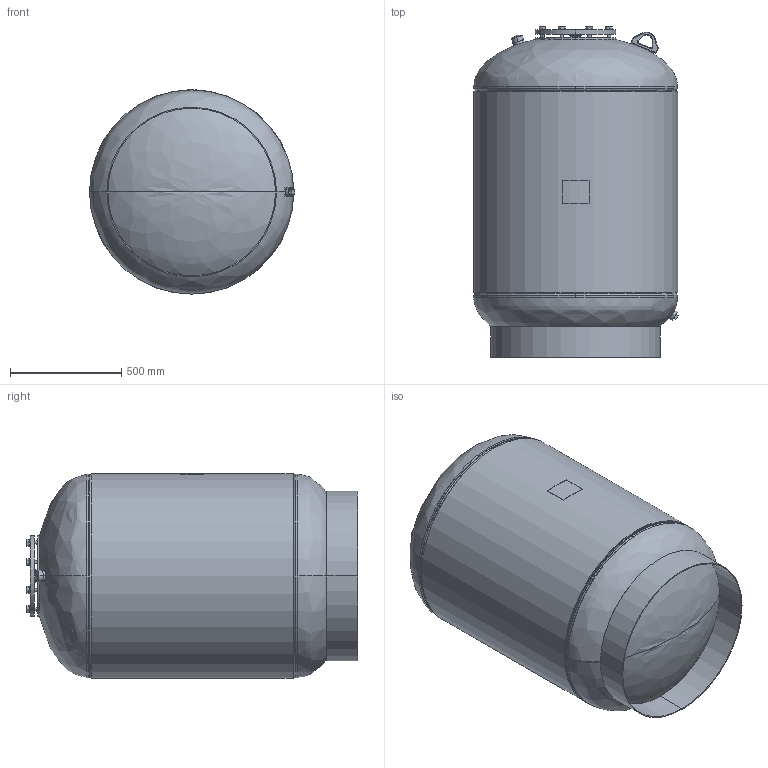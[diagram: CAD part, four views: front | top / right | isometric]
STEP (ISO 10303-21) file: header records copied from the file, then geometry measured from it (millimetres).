
FILE_DESCRIPTION (( 'STEP AP203' ), '1' );
FILE_NAME ('A-V215001.STEP', '2020-03-03T14:24:39', ( '' ), ( '' ), 'SwSTEP 2.0', 'SolidWorks 2019', '' );
FILE_SCHEMA (( 'CONFIG_CONTROL_DESIGN' ));
Length unit declared in the file: inch
Products named in the file (19): 9600830_36" VERT; 9800512; 9800620_HHNUT 0.6250-11-D-N; 9400102; 9800477; 9800532; 9400542; 9200210; 9801512; 9800460_03-34; A-V215001; 9500050; 99B2406; 9500000; 99Q0244; 9400094; PLUGS_9500150; 9800448
Assembly tree (32 placements, depth 2):
  A-V215001
    99B2406
    9200210
    9200210
    9500000
    9500050
    9800448
    PLUGS_9500150
    9400102
    9400094
    9800532  x8
    9800620_HHNUT 0.6250-11-D-N  x8
    9800460_03-34
    9800512
    9801512
    9400542
    9800477
    99Q0244
    9600830_36" VERT
Bounding box: 921.15 x 1487.36 x 918.06 mm (x, y, z)
Volume: 24167723.9 mm3; surface area: 10253072.2 mm2
Topology: 33 solids, 33 shells, 777 faces, 1899 edges, 1159 vertices
Faces by surface type: cylinder 367, cone 190, plane 148, torus 48, bspline 12, sphere 12
Full cylindrical faces by diameter (mm): 909.32 x1, 918.058 x1
Entity records: 33817 total; most frequent: CARTESIAN_POINT 18141, ORIENTED_EDGE 2834, DIRECTION 2602, EDGE_CURVE 1417, AXIS2_PLACEMENT_3D 1076, VERTEX_POINT 893, EDGE_LOOP 730, FACE_OUTER_BOUND 553
